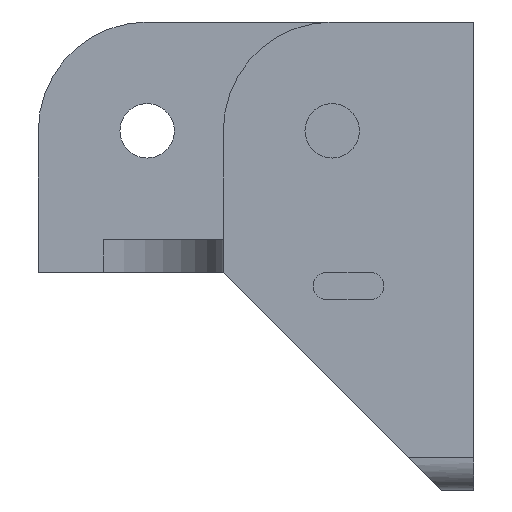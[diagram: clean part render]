
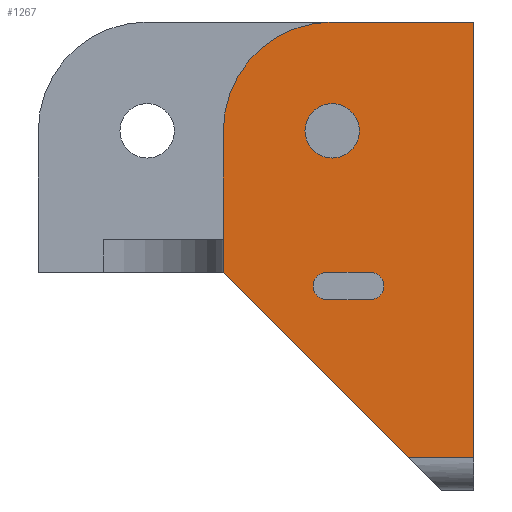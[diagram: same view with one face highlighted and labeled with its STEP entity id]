
A CAD part, front view. The second image highlights one B-rep face of the part: STEP entity #1267.
In plain terms, the highlighted planar face has unit normal (0, -1, 0).
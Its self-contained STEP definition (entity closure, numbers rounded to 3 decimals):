
#26=FACE_BOUND('',#172,.T.);
#27=FACE_BOUND('',#173,.T.);
#57=PLANE('',#1382);
#102=FACE_OUTER_BOUND('',#171,.T.);
#171=EDGE_LOOP('',(#961,#962,#963,#964,#965,#966));
#172=EDGE_LOOP('',(#967,#968,#969,#970));
#173=EDGE_LOOP('',(#971,#972));
#231=LINE('',#1892,#335);
#275=LINE('',#2024,#379);
#282=LINE('',#2049,#386);
#290=LINE('',#2069,#394);
#291=LINE('',#2072,#395);
#295=LINE('',#2080,#399);
#296=LINE('',#2081,#400);
#335=VECTOR('',#1488,10.);
#379=VECTOR('',#1606,10.);
#386=VECTOR('',#1627,10.);
#394=VECTOR('',#1647,10.);
#395=VECTOR('',#1650,10.);
#399=VECTOR('',#1658,10.);
#400=VECTOR('',#1659,10.);
#437=CIRCLE('',#1328,1.25);
#439=CIRCLE('',#1332,1.25);
#466=CIRCLE('',#1383,10.);
#467=CIRCLE('',#1384,2.5);
#468=CIRCLE('',#1385,2.5);
#520=VERTEX_POINT('',#1882);
#521=VERTEX_POINT('',#1883);
#524=VERTEX_POINT('',#1891);
#526=VERTEX_POINT('',#1897);
#574=VERTEX_POINT('',#2021);
#575=VERTEX_POINT('',#2023);
#586=VERTEX_POINT('',#2047);
#591=VERTEX_POINT('',#2065);
#593=VERTEX_POINT('',#2071);
#595=VERTEX_POINT('',#2078);
#596=VERTEX_POINT('',#2082);
#597=VERTEX_POINT('',#2083);
#650=EDGE_CURVE('',#520,#521,#437,.T.);
#654=EDGE_CURVE('',#521,#524,#231,.T.);
#657=EDGE_CURVE('',#524,#526,#439,.T.);
#719=EDGE_CURVE('',#575,#574,#275,.T.);
#732=EDGE_CURVE('',#586,#574,#282,.T.);
#742=EDGE_CURVE('',#575,#591,#290,.T.);
#743=EDGE_CURVE('',#591,#593,#291,.T.);
#747=EDGE_CURVE('',#595,#586,#466,.T.);
#748=EDGE_CURVE('',#595,#593,#295,.T.);
#749=EDGE_CURVE('',#526,#520,#296,.T.);
#750=EDGE_CURVE('',#596,#597,#467,.T.);
#751=EDGE_CURVE('',#597,#596,#468,.T.);
#961=ORIENTED_EDGE('',*,*,#742,.F.);
#962=ORIENTED_EDGE('',*,*,#719,.T.);
#963=ORIENTED_EDGE('',*,*,#732,.F.);
#964=ORIENTED_EDGE('',*,*,#747,.F.);
#965=ORIENTED_EDGE('',*,*,#748,.T.);
#966=ORIENTED_EDGE('',*,*,#743,.F.);
#967=ORIENTED_EDGE('',*,*,#657,.T.);
#968=ORIENTED_EDGE('',*,*,#749,.T.);
#969=ORIENTED_EDGE('',*,*,#650,.T.);
#970=ORIENTED_EDGE('',*,*,#654,.T.);
#971=ORIENTED_EDGE('',*,*,#750,.T.);
#972=ORIENTED_EDGE('',*,*,#751,.T.);
#1267=ADVANCED_FACE('',(#102,#26,#27),#57,.T.);
#1328=AXIS2_PLACEMENT_3D('',#1884,#1480,#1481);
#1332=AXIS2_PLACEMENT_3D('',#1898,#1493,#1494);
#1382=AXIS2_PLACEMENT_3D('',#2077,#1654,#1655);
#1383=AXIS2_PLACEMENT_3D('',#2079,#1656,#1657);
#1384=AXIS2_PLACEMENT_3D('',#2084,#1660,#1661);
#1385=AXIS2_PLACEMENT_3D('',#2085,#1662,#1663);
#1480=DIRECTION('center_axis',(0.,1.,0.));
#1481=DIRECTION('ref_axis',(0.,0.,1.));
#1488=DIRECTION('',(-1.,0.,0.));
#1493=DIRECTION('center_axis',(0.,1.,0.));
#1494=DIRECTION('ref_axis',(0.,0.,-1.));
#1606=DIRECTION('',(0.,0.,1.));
#1627=DIRECTION('',(1.,0.,0.));
#1647=DIRECTION('',(-1.,0.,0.));
#1650=DIRECTION('',(-0.707,0.,0.707));
#1654=DIRECTION('center_axis',(0.,-1.,0.));
#1655=DIRECTION('ref_axis',(1.,0.,0.));
#1656=DIRECTION('center_axis',(0.,1.,0.));
#1657=DIRECTION('ref_axis',(-0.707,0.,0.707));
#1658=DIRECTION('',(0.,0.,-1.));
#1659=DIRECTION('',(1.,0.,0.));
#1660=DIRECTION('center_axis',(0.,1.,0.));
#1661=DIRECTION('ref_axis',(1.,0.,0.));
#1662=DIRECTION('center_axis',(0.,1.,0.));
#1663=DIRECTION('ref_axis',(1.,0.,0.));
#1882=CARTESIAN_POINT('',(10.5,-19.35,-11.5));
#1883=CARTESIAN_POINT('',(10.5,-19.35,-14.));
#1884=CARTESIAN_POINT('Origin',(10.5,-19.35,-12.75));
#1891=CARTESIAN_POINT('',(6.5,-19.35,-14.));
#1892=CARTESIAN_POINT('',(-6.75,-19.35,-14.));
#1897=CARTESIAN_POINT('',(6.5,-19.35,-11.5));
#1898=CARTESIAN_POINT('Origin',(6.5,-19.35,-12.75));
#2021=CARTESIAN_POINT('',(20.,-19.35,11.5));
#2023=CARTESIAN_POINT('',(20.,-19.35,-28.5));
#2024=CARTESIAN_POINT('',(20.,-19.35,0.));
#2047=CARTESIAN_POINT('',(7.,-19.35,11.5));
#2049=CARTESIAN_POINT('',(-20.,-19.35,11.5));
#2065=CARTESIAN_POINT('',(14.,-19.35,-28.5));
#2069=CARTESIAN_POINT('',(-0.75,-19.35,-28.5));
#2071=CARTESIAN_POINT('',(-3.,-19.35,-11.5));
#2072=CARTESIAN_POINT('',(17.,-19.35,-31.5));
#2077=CARTESIAN_POINT('Origin',(-20.,-19.35,0.));
#2078=CARTESIAN_POINT('',(-3.,-19.35,1.5));
#2079=CARTESIAN_POINT('Origin',(7.,-19.35,1.5));
#2080=CARTESIAN_POINT('',(-3.,-19.35,5.75));
#2081=CARTESIAN_POINT('',(-4.75,-19.35,-11.5));
#2082=CARTESIAN_POINT('',(9.5,-19.35,1.5));
#2083=CARTESIAN_POINT('',(4.5,-19.35,1.5));
#2084=CARTESIAN_POINT('Origin',(7.,-19.35,1.5));
#2085=CARTESIAN_POINT('Origin',(7.,-19.35,1.5));
